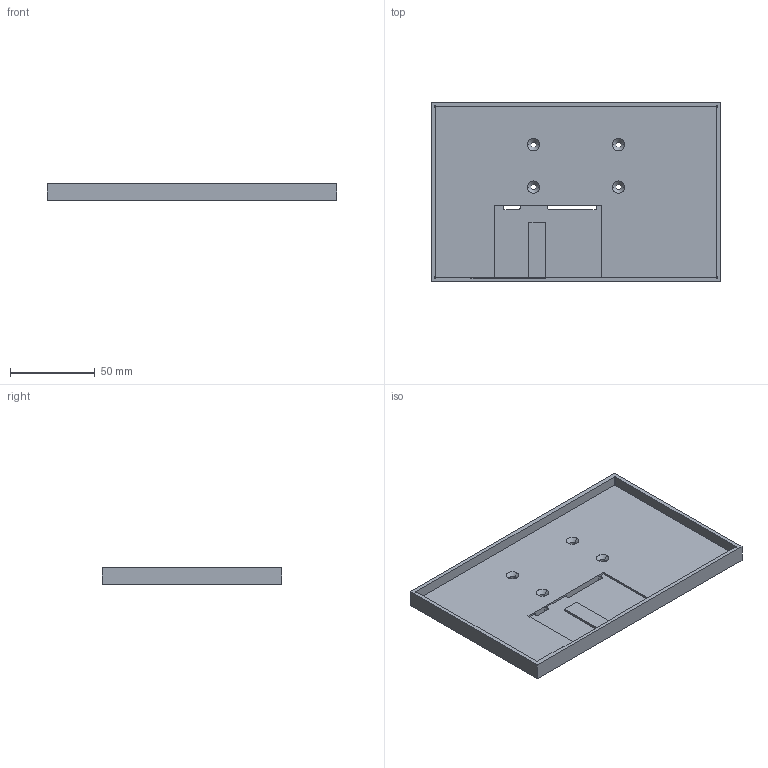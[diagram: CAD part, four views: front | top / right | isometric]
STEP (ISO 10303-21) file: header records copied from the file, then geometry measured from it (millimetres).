
FILE_DESCRIPTION (( 'STEP AP203' ), '1' );
FILE_NAME ('ScreenShell.STEP', '2022-03-24T09:57:28', ( '' ), ( '' ), 'SwSTEP 2.0', 'SolidWorks 2021', '' );
FILE_SCHEMA (( 'CONFIG_CONTROL_DESIGN' ));
Length unit declared in the file: millimetre
Products named in the file (1): ScreenShell
Bounding box: 170.6 x 105.7 x 10 mm (x, y, z)
Volume: 76768.4 mm3; surface area: 45295.3 mm2
Topology: 1 solids, 1 shells, 65 faces, 182 edges, 118 vertices
Faces by surface type: plane 35, cylinder 22, cone 8
Entity records: 2189 total; most frequent: DIRECTION 366, CARTESIAN_POINT 366, ORIENTED_EDGE 364, EDGE_CURVE 182, LINE 130, VECTOR 130, VERTEX_POINT 118, AXIS2_PLACEMENT_3D 118
